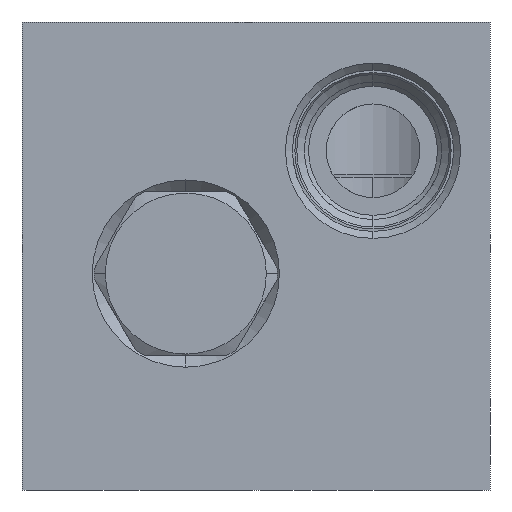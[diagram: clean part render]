
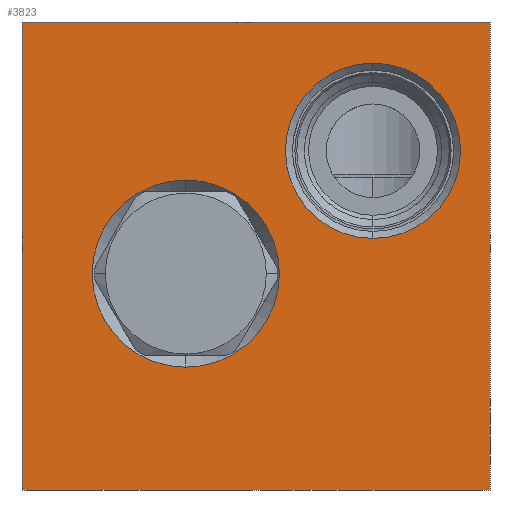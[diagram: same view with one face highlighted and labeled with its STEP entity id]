
A CAD part, front view. The second image highlights one B-rep face of the part: STEP entity #3823.
In plain terms, the highlighted planar face has unit normal (0, -1, 0).
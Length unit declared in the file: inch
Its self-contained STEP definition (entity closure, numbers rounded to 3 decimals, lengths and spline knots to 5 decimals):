
#5=DIRECTION('',(1.,0.,0.));
#6=VECTOR('',#5,2.5);
#7=CARTESIAN_POINT('',(0.,-4.,0.));
#8=LINE('',#7,#6);
#115=DIRECTION('',(0.,0.,1.));
#116=VECTOR('',#115,2.5);
#117=CARTESIAN_POINT('',(2.5,-4.,0.));
#118=LINE('',#117,#116);
#139=DIRECTION('',(0.,0.,1.));
#140=VECTOR('',#139,2.5);
#141=CARTESIAN_POINT('',(0.,-4.,0.));
#142=LINE('',#141,#140);
#143=CARTESIAN_POINT('',(1.875,-4.,1.812));
#144=DIRECTION('',(0.,1.,0.));
#145=DIRECTION('',(0.,0.,-1.));
#146=AXIS2_PLACEMENT_3D('',#143,#144,#145);
#148=CARTESIAN_POINT('',(1.875,-4.,1.812));
#149=DIRECTION('',(0.,1.,0.));
#150=DIRECTION('',(0.,0.,1.));
#151=AXIS2_PLACEMENT_3D('',#148,#149,#150);
#153=CARTESIAN_POINT('',(0.875,-4.,1.156));
#154=DIRECTION('',(0.,1.,0.));
#155=DIRECTION('',(0.,0.,-1.));
#156=AXIS2_PLACEMENT_3D('',#153,#154,#155);
#158=CARTESIAN_POINT('',(0.875,-4.,1.156));
#159=DIRECTION('',(0.,1.,0.));
#160=DIRECTION('',(0.,0.,1.));
#161=AXIS2_PLACEMENT_3D('',#158,#159,#160);
#175=DIRECTION('',(1.,0.,0.));
#176=VECTOR('',#175,2.5);
#177=CARTESIAN_POINT('',(0.,-4.,2.5));
#178=LINE('',#177,#176);
#3211=CARTESIAN_POINT('',(0.,-4.,0.));
#3213=VERTEX_POINT('',#3211);
#3214=CARTESIAN_POINT('',(2.5,-4.,0.));
#3215=VERTEX_POINT('',#3214);
#3219=CARTESIAN_POINT('',(0.,-4.,2.5));
#3221=VERTEX_POINT('',#3219);
#3222=CARTESIAN_POINT('',(2.5,-4.,2.5));
#3223=VERTEX_POINT('',#3222);
#3496=CARTESIAN_POINT('',(1.875,-4.,1.344));
#3497=CARTESIAN_POINT('',(1.875,-4.,2.28));
#3498=VERTEX_POINT('',#3496);
#3499=VERTEX_POINT('',#3497);
#3556=CARTESIAN_POINT('',(0.875,-4.,0.656));
#3557=VERTEX_POINT('',#3556);
#3558=CARTESIAN_POINT('',(0.875,-4.,1.656));
#3559=VERTEX_POINT('',#3558);
#3799=CARTESIAN_POINT('',(0.,-4.,0.));
#3800=DIRECTION('',(0.,-1.,0.));
#3801=DIRECTION('',(1.,0.,0.));
#3802=AXIS2_PLACEMENT_3D('',#3799,#3800,#3801);
#3803=PLANE('',#3802);
#3804=ORIENTED_EDGE('',*,*,#3681,.F.);
#3805=ORIENTED_EDGE('',*,*,#3730,.T.);
#3807=ORIENTED_EDGE('',*,*,#3806,.T.);
#3808=ORIENTED_EDGE('',*,*,#3779,.F.);
#3809=EDGE_LOOP('',(#3804,#3805,#3807,#3808));
#3810=FACE_OUTER_BOUND('',#3809,.F.);
#3812=ORIENTED_EDGE('',*,*,#3811,.F.);
#3814=ORIENTED_EDGE('',*,*,#3813,.F.);
#3815=EDGE_LOOP('',(#3812,#3814));
#3816=FACE_BOUND('',#3815,.F.);
#3818=ORIENTED_EDGE('',*,*,#3817,.F.);
#3820=ORIENTED_EDGE('',*,*,#3819,.F.);
#3821=EDGE_LOOP('',(#3818,#3820));
#3822=FACE_BOUND('',#3821,.F.);
#3823=ADVANCED_FACE('',(#3810,#3816,#3822),#3803,.T.);
#147=CIRCLE('',#146,0.468);
#152=CIRCLE('',#151,0.468);
#157=CIRCLE('',#156,0.5);
#162=CIRCLE('',#161,0.5);
#3681=EDGE_CURVE('',#3213,#3215,#8,.T.);
#3730=EDGE_CURVE('',#3213,#3221,#142,.T.);
#3779=EDGE_CURVE('',#3215,#3223,#118,.T.);
#3806=EDGE_CURVE('',#3221,#3223,#178,.T.);
#3811=EDGE_CURVE('',#3498,#3499,#147,.T.);
#3813=EDGE_CURVE('',#3499,#3498,#152,.T.);
#3817=EDGE_CURVE('',#3557,#3559,#157,.T.);
#3819=EDGE_CURVE('',#3559,#3557,#162,.T.);
